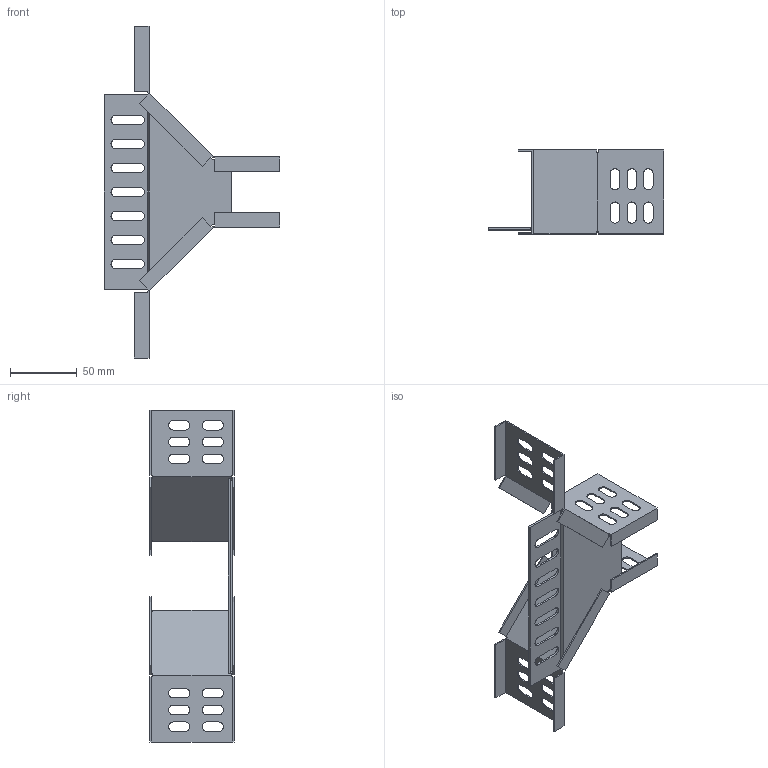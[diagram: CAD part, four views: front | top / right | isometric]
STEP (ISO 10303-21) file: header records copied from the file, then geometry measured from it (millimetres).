
FILE_DESCRIPTION (( 'STEP AP214' ), '1' );
FILE_NAME ('7120468.STP', '2020-01-08T14:00:08', ( '' ), ( '' ), 'SwSTEP 2.0', 'SolidWorks 2018', '' );
FILE_SCHEMA (( 'AUTOMOTIVE_DESIGN' ));
Length unit declared in the file: millimetre
Products named in the file (3): 121424_Standard; 7120468; 121401_H=60
Assembly tree (3 placements, depth 2):
  7120468
    121424_Standard
    121401_H=60  x2
Bounding box: 131.5 x 63 x 249 mm (x, y, z)
Volume: 39096.2 mm3; surface area: 72428.1 mm2
Topology: 3 solids, 3 shells, 288 faces, 850 edges, 568 vertices
Faces by surface type: plane 222, cylinder 62, bspline 4
Entity records: 5956 total; most frequent: CARTESIAN_POINT 1210, ORIENTED_EDGE 1004, DIRECTION 894, EDGE_CURVE 502, LINE 398, VECTOR 398, VERTEX_POINT 336, AXIS2_PLACEMENT_3D 248
